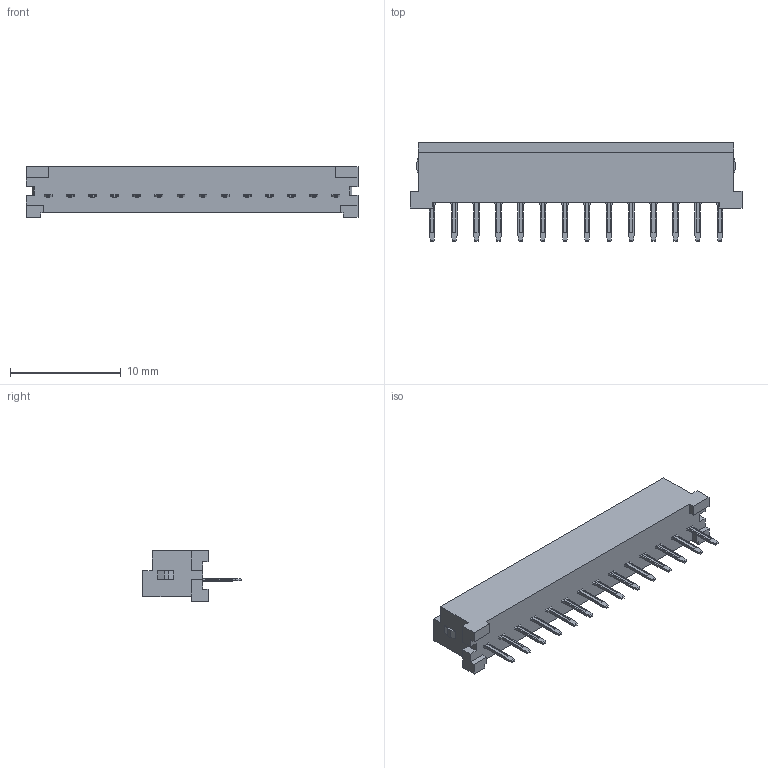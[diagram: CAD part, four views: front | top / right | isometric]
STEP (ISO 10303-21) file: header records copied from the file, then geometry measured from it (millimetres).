
FILE_DESCRIPTION(('OneSpaceDesigner STEP Export'),'2;1');
FILE_NAME('DF3-14S-2DSA.stp','2008-02-07T17:26:53',(''),(''),'OneSpace Designer STEP processor for AP214 (Solid Model)','OneSpace Modeling 15.00A 14-Mar-2007 (C) CoCreate Software GmbH','');
FILE_SCHEMA(('AUTOMOTIVE_DESIGN { 1 0 10303 214 1 1 1 1 }'));
Length unit declared in the file: millimetre
Products named in the file (2): DF3-14S-2DSA
Assembly tree (1 placements, depth 2):
  DF3-14S-2DSA
    DF3-14S-2DSA
Bounding box: 30 x 8.9 x 4.58 mm (x, y, z)
Volume: 611 mm3; surface area: 701.2 mm2
Topology: 1 solids, 1 shells, 372 faces, 1020 edges, 680 vertices
Faces by surface type: plane 358, cylinder 14
Entity records: 11511 total; most frequent: CARTESIAN_POINT 2048, ORIENTED_EDGE 2040, DIRECTION 1768, EDGE_CURVE 1020, VECTOR 968, LINE 968, VERTEX_POINT 680, EDGE_LOOP 402
